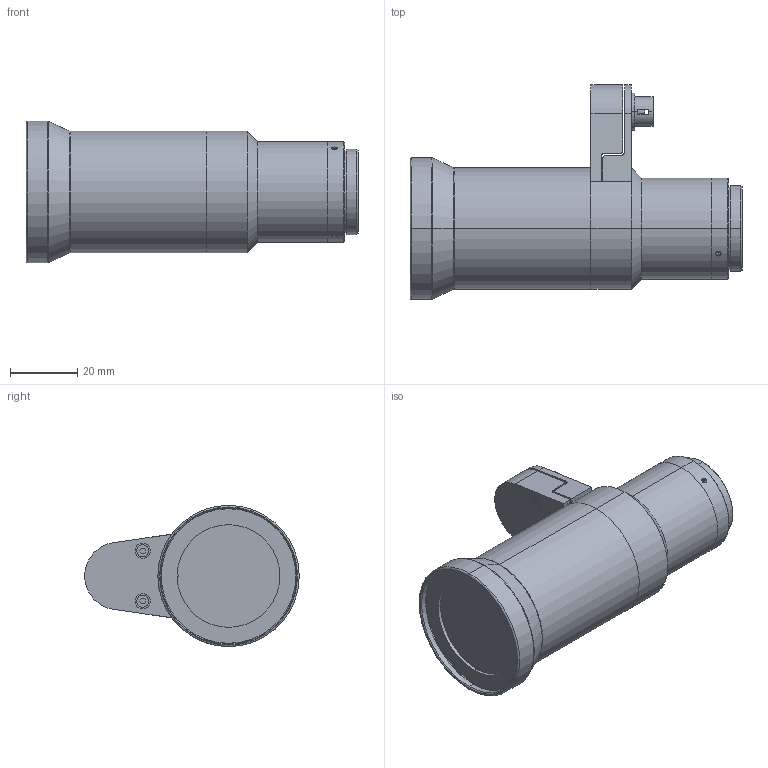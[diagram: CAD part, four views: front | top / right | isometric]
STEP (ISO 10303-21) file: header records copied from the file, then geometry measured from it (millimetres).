
FILE_DESCRIPTION (( 'STEP AP203' ), '1' );
FILE_NAME ('DP32902-B_EL12MP3540.step', '2024-07-31T07:58:16', ( '' ), ( '' ), 'SwSTEP 2.0', 'SolidWorks 2021', '' );
FILE_SCHEMA (( 'CONFIG_CONTROL_DESIGN' ));
Length unit declared in the file: millimetre
Products named in the file (1): DP32902-B_EL12MP3540
Bounding box: 98.63 x 63.71 x 42 mm (x, y, z)
Surface area: 16715.7 mm2 (no closed solid volume)
Topology: 0 solids, 28 shells, 110 faces, 447 edges, 359 vertices
Faces by surface type: cylinder 56, plane 31, cone 17, torus 4, sphere 2
Entity records: 5236 total; most frequent: CARTESIAN_POINT 1486, DIRECTION 805, ORIENTED_EDGE 598, EDGE_CURVE 447, VERTEX_POINT 359, AXIS2_PLACEMENT_3D 291, VECTOR 223, LINE 223
